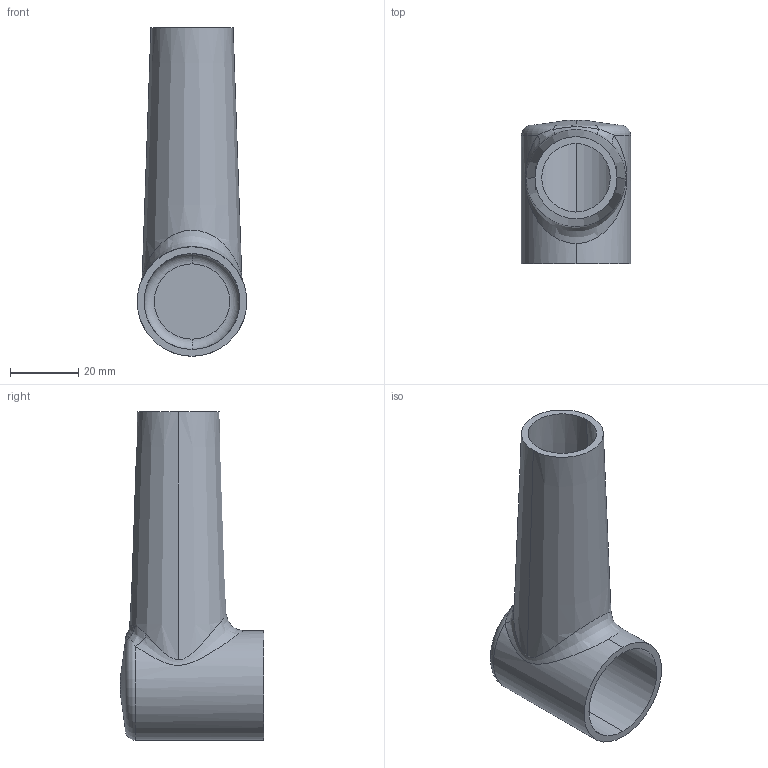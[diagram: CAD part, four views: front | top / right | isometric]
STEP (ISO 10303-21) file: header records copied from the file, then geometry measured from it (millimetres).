
FILE_DESCRIPTION (( 'STEP AP214' ), '1' );
FILE_NAME ('SLV40.step', '2015-09-21T11:30:37', ( '' ), ( '' ), 'SwSTEP 2.0', 'SolidWorks 2015', '' );
FILE_SCHEMA (( 'AUTOMOTIVE_DESIGN' ));
Length unit declared in the file: millimetre
Products named in the file (1): SLV40
Bounding box: 32 x 42 x 96 mm (x, y, z)
Volume: 18499.6 mm3; surface area: 18183.2 mm2
Topology: 1 solids, 1 shells, 27 faces, 62 edges, 38 vertices
Faces by surface type: torus 6, cone 6, cylinder 5, plane 5, bspline 5
Entity records: 1599 total; most frequent: CARTESIAN_POINT 972, DIRECTION 126, ORIENTED_EDGE 124, EDGE_CURVE 62, AXIS2_PLACEMENT_3D 58, VERTEX_POINT 38, CIRCLE 35, EDGE_LOOP 30
